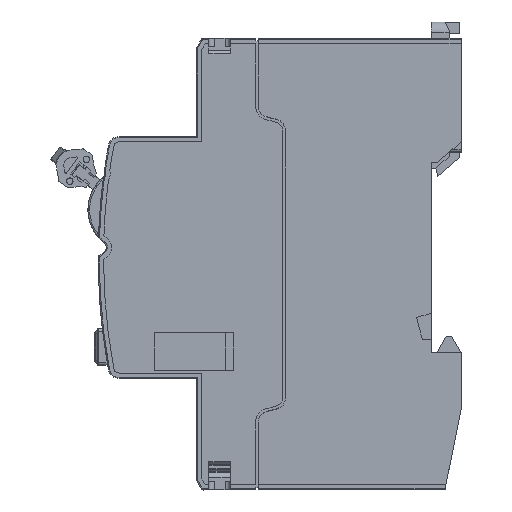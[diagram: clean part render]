
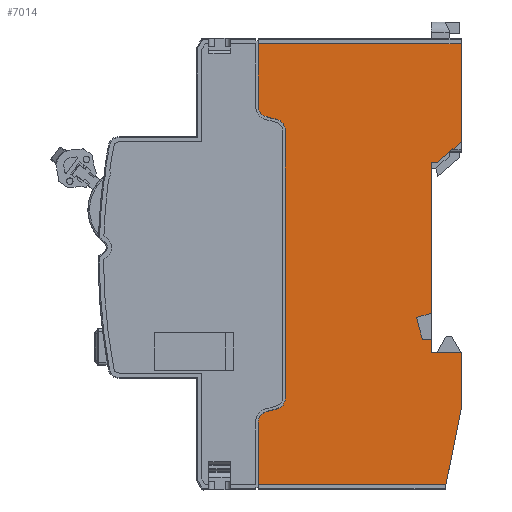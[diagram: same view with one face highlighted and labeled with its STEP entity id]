
A CAD part, left-side view. The second image highlights one B-rep face of the part: STEP entity #7014.
In plain terms, the highlighted planar face has unit normal (-1, 0, 0).
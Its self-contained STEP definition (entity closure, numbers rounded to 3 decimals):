
#3975=CIRCLE('',#93801,2.);
#3976=CIRCLE('',#93802,2.);
#3977=CIRCLE('',#93803,2.);
#3978=CIRCLE('',#93804,2.);
#7014=ADVANCED_FACE('',(#14934),#10803,.F.);
#10803=PLANE('',#93805);
#14934=FACE_OUTER_BOUND('',#19603,.T.);
#19603=EDGE_LOOP('',(#35741,#35742,#35743,#35744,#35745,#35746,#35747,#35748,
#35749,#35750,#35751,#35752,#35753,#35754,#35755,#35756,#35757,#35758,#35759,
#35760,#35761,#35762));
#35741=ORIENTED_EDGE('',*,*,#63266,.F.);
#35742=ORIENTED_EDGE('',*,*,#63458,.F.);
#35743=ORIENTED_EDGE('',*,*,#63459,.F.);
#35744=ORIENTED_EDGE('',*,*,#63460,.T.);
#35745=ORIENTED_EDGE('',*,*,#63461,.T.);
#35746=ORIENTED_EDGE('',*,*,#63462,.T.);
#35747=ORIENTED_EDGE('',*,*,#63463,.T.);
#35748=ORIENTED_EDGE('',*,*,#63464,.F.);
#35749=ORIENTED_EDGE('',*,*,#63465,.F.);
#35750=ORIENTED_EDGE('',*,*,#63466,.F.);
#35751=ORIENTED_EDGE('',*,*,#63467,.F.);
#35752=ORIENTED_EDGE('',*,*,#63468,.F.);
#35753=ORIENTED_EDGE('',*,*,#63469,.T.);
#35754=ORIENTED_EDGE('',*,*,#63457,.F.);
#35755=ORIENTED_EDGE('',*,*,#63450,.F.);
#35756=ORIENTED_EDGE('',*,*,#63470,.F.);
#35757=ORIENTED_EDGE('',*,*,#63471,.F.);
#35758=ORIENTED_EDGE('',*,*,#63472,.F.);
#35759=ORIENTED_EDGE('',*,*,#63473,.F.);
#35760=ORIENTED_EDGE('',*,*,#63474,.F.);
#35761=ORIENTED_EDGE('',*,*,#63475,.F.);
#35762=ORIENTED_EDGE('',*,*,#63476,.F.);
#52408=VERTEX_POINT('',#138062);
#52409=VERTEX_POINT('',#138064);
#52568=VERTEX_POINT('',#138430);
#52569=VERTEX_POINT('',#138432);
#52573=VERTEX_POINT('',#138444);
#52574=VERTEX_POINT('',#138448);
#52575=VERTEX_POINT('',#138450);
#52576=VERTEX_POINT('',#138452);
#52577=VERTEX_POINT('',#138454);
#52578=VERTEX_POINT('',#138456);
#52579=VERTEX_POINT('',#138458);
#52580=VERTEX_POINT('',#138460);
#52581=VERTEX_POINT('',#138462);
#52582=VERTEX_POINT('',#138464);
#52583=VERTEX_POINT('',#138466);
#52584=VERTEX_POINT('',#138468);
#52585=VERTEX_POINT('',#138471);
#52586=VERTEX_POINT('',#138473);
#52587=VERTEX_POINT('',#138475);
#52588=VERTEX_POINT('',#138477);
#52589=VERTEX_POINT('',#138479);
#52590=VERTEX_POINT('',#138481);
#63266=EDGE_CURVE('',#52408,#52409,#74159,.T.);
#63450=EDGE_CURVE('',#52568,#52569,#74328,.T.);
#63457=EDGE_CURVE('',#52569,#52573,#74335,.T.);
#63458=EDGE_CURVE('',#52574,#52408,#74336,.T.);
#63459=EDGE_CURVE('',#52575,#52574,#74337,.T.);
#63460=EDGE_CURVE('',#52575,#52576,#74338,.T.);
#63461=EDGE_CURVE('',#52576,#52577,#74339,.T.);
#63462=EDGE_CURVE('',#52577,#52578,#74340,.T.);
#63463=EDGE_CURVE('',#52578,#52579,#74341,.T.);
#63464=EDGE_CURVE('',#52580,#52579,#74342,.T.);
#63465=EDGE_CURVE('',#52581,#52580,#74343,.T.);
#63466=EDGE_CURVE('',#52582,#52581,#74344,.T.);
#63467=EDGE_CURVE('',#52583,#52582,#74345,.T.);
#63468=EDGE_CURVE('',#52584,#52583,#74346,.T.);
#63469=EDGE_CURVE('',#52584,#52573,#74347,.T.);
#63470=EDGE_CURVE('',#52585,#52568,#3975,.T.);
#63471=EDGE_CURVE('',#52586,#52585,#74348,.T.);
#63472=EDGE_CURVE('',#52587,#52586,#3976,.T.);
#63473=EDGE_CURVE('',#52588,#52587,#74349,.T.);
#63474=EDGE_CURVE('',#52589,#52588,#3977,.T.);
#63475=EDGE_CURVE('',#52590,#52589,#74350,.T.);
#63476=EDGE_CURVE('',#52409,#52590,#3978,.T.);
#74159=LINE('',#138063,#84366);
#74328=LINE('',#138431,#84535);
#74335=LINE('',#138445,#84542);
#74336=LINE('',#138447,#84543);
#74337=LINE('',#138449,#84544);
#74338=LINE('',#138451,#84545);
#74339=LINE('',#138453,#84546);
#74340=LINE('',#138455,#84547);
#74341=LINE('',#138457,#84548);
#74342=LINE('',#138459,#84549);
#74343=LINE('',#138461,#84550);
#74344=LINE('',#138463,#84551);
#74345=LINE('',#138465,#84552);
#74346=LINE('',#138467,#84553);
#74347=LINE('',#138469,#84554);
#74348=LINE('',#138472,#84555);
#74349=LINE('',#138476,#84556);
#74350=LINE('',#138480,#84557);
#84366=VECTOR('',#109185,1.);
#84535=VECTOR('',#109432,1.);
#84542=VECTOR('',#109443,1.);
#84543=VECTOR('',#109446,1.);
#84544=VECTOR('',#109447,1.);
#84545=VECTOR('',#109448,1.);
#84546=VECTOR('',#109449,1.);
#84547=VECTOR('',#109450,1.);
#84548=VECTOR('',#109451,1.);
#84549=VECTOR('',#109452,1.);
#84550=VECTOR('',#109453,1.);
#84551=VECTOR('',#109454,1.);
#84552=VECTOR('',#109455,1.);
#84553=VECTOR('',#109456,1.);
#84554=VECTOR('',#109457,1.);
#84555=VECTOR('',#109460,1.);
#84556=VECTOR('',#109463,1.);
#84557=VECTOR('',#109466,1.);
#93801=AXIS2_PLACEMENT_3D('',#138470,#109458,#109459);
#93802=AXIS2_PLACEMENT_3D('',#138474,#109461,#109462);
#93803=AXIS2_PLACEMENT_3D('',#138478,#109464,#109465);
#93804=AXIS2_PLACEMENT_3D('',#138482,#109467,#109468);
#93805=AXIS2_PLACEMENT_3D('',#138483,#109469,#109470);
#109185=DIRECTION('',(0.,0.,1.));
#109432=DIRECTION('',(0.,0.,1.));
#109443=DIRECTION('',(0.,-1.,0.));
#109446=DIRECTION('',(0.,1.,0.));
#109447=DIRECTION('',(0.,0.196,-0.981));
#109448=DIRECTION('',(0.,0.,1.));
#109449=DIRECTION('',(0.,1.,0.));
#109450=DIRECTION('',(0.,0.,1.));
#109451=DIRECTION('',(0.,1.,0.));
#109452=DIRECTION('',(0.,-0.259,-0.966));
#109453=DIRECTION('',(0.,0.966,-0.259));
#109454=DIRECTION('',(0.,0.,-1.));
#109455=DIRECTION('',(0.,1.,0.));
#109456=DIRECTION('',(0.,0.749,-0.662));
#109457=DIRECTION('',(0.,0.,1.));
#109458=DIRECTION('',(1.,0.,0.));
#109459=DIRECTION('',(0.,0.259,-0.966));
#109460=DIRECTION('',(0.,0.966,0.259));
#109461=DIRECTION('',(-1.,0.,0.));
#109462=DIRECTION('',(0.,-1.,0.));
#109463=DIRECTION('',(0.,0.,1.));
#109464=DIRECTION('',(-1.,0.,0.));
#109465=DIRECTION('',(0.,-0.259,-0.966));
#109466=DIRECTION('',(0.,-0.966,0.259));
#109467=DIRECTION('',(1.,0.,0.));
#109468=DIRECTION('',(0.,1.,0.));
#109469=DIRECTION('',(1.,0.,0.));
#109470=DIRECTION('',(0.,0.,-1.));
#138062=CARTESIAN_POINT('',(-71.6,32.2,-83.));
#138063=CARTESIAN_POINT('',(-71.6,32.2,-83.));
#138064=CARTESIAN_POINT('',(-71.6,32.2,-71.385));
#138430=CARTESIAN_POINT('',(-71.6,32.2,-12.615));
#138431=CARTESIAN_POINT('',(-71.6,32.2,-12.615));
#138432=CARTESIAN_POINT('',(-71.6,32.2,-1.));
#138444=CARTESIAN_POINT('',(-71.6,-5.5,-1.));
#138445=CARTESIAN_POINT('',(-71.6,32.2,-1.));
#138447=CARTESIAN_POINT('',(-71.6,-2.7,-83.));
#138448=CARTESIAN_POINT('',(-71.6,-2.7,-83.));
#138449=CARTESIAN_POINT('',(-71.6,-5.5,-69.));
#138450=CARTESIAN_POINT('',(-71.6,-5.5,-69.));
#138451=CARTESIAN_POINT('',(-71.6,-5.5,-69.));
#138452=CARTESIAN_POINT('',(-71.6,-5.5,-58.5));
#138453=CARTESIAN_POINT('',(-71.6,-5.5,-58.5));
#138454=CARTESIAN_POINT('',(-71.6,0.,-58.5));
#138455=CARTESIAN_POINT('',(-71.6,0.,-58.5));
#138456=CARTESIAN_POINT('',(-71.6,0.,-55.956));
#138457=CARTESIAN_POINT('',(-71.6,0.,-55.956));
#138458=CARTESIAN_POINT('',(-71.6,1.7,-55.956));
#138459=CARTESIAN_POINT('',(-71.6,2.787,-51.899));
#138460=CARTESIAN_POINT('',(-71.6,2.787,-51.899));
#138461=CARTESIAN_POINT('',(-71.6,0.,-51.152));
#138462=CARTESIAN_POINT('',(-71.6,0.,-51.152));
#138463=CARTESIAN_POINT('',(-71.6,0.,-23.05));
#138464=CARTESIAN_POINT('',(-71.6,0.,-23.05));
#138465=CARTESIAN_POINT('',(-71.6,-1.2,-23.05));
#138466=CARTESIAN_POINT('',(-71.6,-1.2,-23.05));
#138467=CARTESIAN_POINT('',(-71.6,-5.5,-19.25));
#138468=CARTESIAN_POINT('',(-71.6,-5.5,-19.25));
#138469=CARTESIAN_POINT('',(-71.6,-5.5,-19.25));
#138470=CARTESIAN_POINT('',(-71.6,30.2,-12.615));
#138471=CARTESIAN_POINT('',(-71.6,30.718,-14.547));
#138472=CARTESIAN_POINT('',(-71.6,28.682,-15.093));
#138473=CARTESIAN_POINT('',(-71.6,28.682,-15.093));
#138474=CARTESIAN_POINT('',(-71.6,29.2,-17.024));
#138475=CARTESIAN_POINT('',(-71.6,27.2,-17.024));
#138476=CARTESIAN_POINT('',(-71.6,27.2,-66.976));
#138477=CARTESIAN_POINT('',(-71.6,27.2,-66.976));
#138478=CARTESIAN_POINT('',(-71.6,29.2,-66.976));
#138479=CARTESIAN_POINT('',(-71.6,28.682,-68.907));
#138480=CARTESIAN_POINT('',(-71.6,30.718,-69.453));
#138481=CARTESIAN_POINT('',(-71.6,30.718,-69.453));
#138482=CARTESIAN_POINT('',(-71.6,30.2,-71.385));
#138483=CARTESIAN_POINT('',(-71.6,-5.8,-6.));
